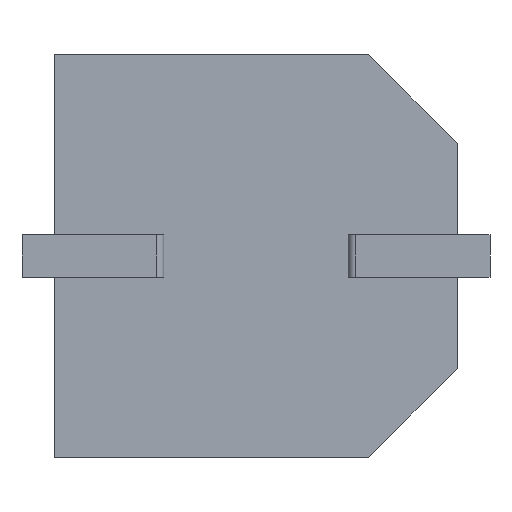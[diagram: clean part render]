
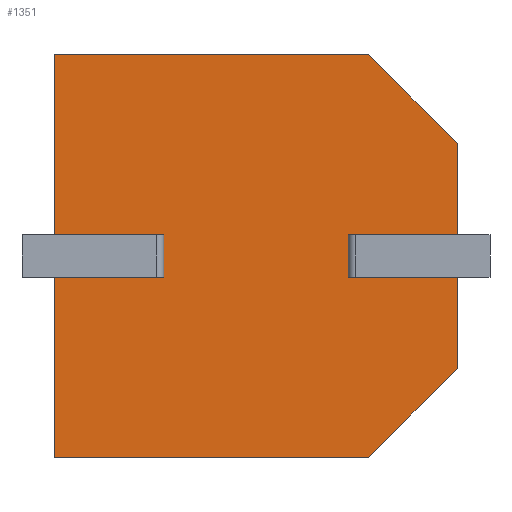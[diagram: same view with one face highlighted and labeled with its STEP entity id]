
A CAD part, front view. The second image highlights one B-rep face of the part: STEP entity #1351.
In plain terms, the highlighted planar face has unit normal (0, -1, 0).
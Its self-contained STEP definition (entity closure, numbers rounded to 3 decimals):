
#25 = CARTESIAN_POINT ( 'NONE',  ( 8.185, 0., -10.5 ) ) ;
#45 = VECTOR ( 'NONE', #1706, 1000. ) ;
#87 = VECTOR ( 'NONE', #2988, 1000. ) ;
#95 = VERTEX_POINT ( 'NONE', #25 ) ;
#112 = CARTESIAN_POINT ( 'NONE',  ( 2.85, 0., -5.8 ) ) ;
#177 = ORIENTED_EDGE ( 'NONE', *, *, #2530, .T. ) ;
#180 = VERTEX_POINT ( 'NONE', #1066 ) ;
#196 = ORIENTED_EDGE ( 'NONE', *, *, #1611, .T. ) ;
#210 = CARTESIAN_POINT ( 'NONE',  ( 10.5, 0., -2.315 ) ) ;
#246 = CARTESIAN_POINT ( 'NONE',  ( 10.5, 0., -4.7 ) ) ;
#288 = VERTEX_POINT ( 'NONE', #360 ) ;
#308 = CARTESIAN_POINT ( 'NONE',  ( 0., 0., 0. ) ) ;
#321 = DIRECTION ( 'NONE',  ( 0.707, 0., 0.707 ) ) ;
#360 = CARTESIAN_POINT ( 'NONE',  ( 0., 0., -4.7 ) ) ;
#401 = EDGE_CURVE ( 'NONE', #180, #1819, #3214, .T. ) ;
#458 = CARTESIAN_POINT ( 'NONE',  ( 0., 0., -10.5 ) ) ;
#475 = VECTOR ( 'NONE', #1439, 1000. ) ;
#481 = CARTESIAN_POINT ( 'NONE',  ( 10.5, 0., 0. ) ) ;
#492 = DIRECTION ( 'NONE',  ( 0., 0., -1. ) ) ;
#500 = CARTESIAN_POINT ( 'NONE',  ( 7.65, 0., -4.7 ) ) ;
#508 = CARTESIAN_POINT ( 'NONE',  ( 7.65, 0., -5.8 ) ) ;
#555 = CARTESIAN_POINT ( 'NONE',  ( 2.85, 0., -5.8 ) ) ;
#580 = EDGE_CURVE ( 'NONE', #1744, #95, #1108, .T. ) ;
#591 = FACE_OUTER_BOUND ( 'NONE', #1597, .T. ) ;
#683 = DIRECTION ( 'NONE',  ( 1., 0., 0. ) ) ;
#691 = DIRECTION ( 'NONE',  ( 0., 0., -1. ) ) ;
#701 = CARTESIAN_POINT ( 'NONE',  ( 7.65, 0., -5.8 ) ) ;
#816 = EDGE_CURVE ( 'NONE', #1221, #1915, #924, .T. ) ;
#844 = CARTESIAN_POINT ( 'NONE',  ( 2.85, 0., -4.7 ) ) ;
#857 = VERTEX_POINT ( 'NONE', #2812 ) ;
#864 = CARTESIAN_POINT ( 'NONE',  ( 0., 0., 0. ) ) ;
#876 = CARTESIAN_POINT ( 'NONE',  ( 0., 0., -5.8 ) ) ;
#882 = EDGE_CURVE ( 'NONE', #3153, #857, #2506, .T. ) ;
#889 = ORIENTED_EDGE ( 'NONE', *, *, #580, .T. ) ;
#891 = VECTOR ( 'NONE', #2691, 1000. ) ;
#914 = CARTESIAN_POINT ( 'NONE',  ( 0., 0., 0. ) ) ;
#923 = CARTESIAN_POINT ( 'NONE',  ( 8.185, 0., 0. ) ) ;
#924 = LINE ( 'NONE', #923, #2213 ) ;
#939 = VECTOR ( 'NONE', #2011, 1000. ) ;
#1028 = EDGE_CURVE ( 'NONE', #2678, #1915, #1331, .T. ) ;
#1059 = VECTOR ( 'NONE', #683, 1000. ) ;
#1066 = CARTESIAN_POINT ( 'NONE',  ( 7.65, 0., -5.8 ) ) ;
#1108 = LINE ( 'NONE', #1299, #3124 ) ;
#1202 = LINE ( 'NONE', #555, #87 ) ;
#1212 = CARTESIAN_POINT ( 'NONE',  ( 0., 0., 0. ) ) ;
#1215 = VERTEX_POINT ( 'NONE', #246 ) ;
#1221 = VERTEX_POINT ( 'NONE', #210 ) ;
#1299 = CARTESIAN_POINT ( 'NONE',  ( 0., 0., -10.5 ) ) ;
#1304 = DIRECTION ( 'NONE',  ( 0., 0., 1. ) ) ;
#1323 = EDGE_CURVE ( 'NONE', #1221, #1215, #1373, .T. ) ;
#1331 = LINE ( 'NONE', #3205, #2588 ) ;
#1340 = VERTEX_POINT ( 'NONE', #876 ) ;
#1351 = ADVANCED_FACE ( 'NONE', ( #591 ), #3109, .F. ) ;
#1371 = VECTOR ( 'NONE', #2387, 1000. ) ;
#1373 = LINE ( 'NONE', #481, #2705 ) ;
#1410 = VERTEX_POINT ( 'NONE', #2771 ) ;
#1419 = VERTEX_POINT ( 'NONE', #2796 ) ;
#1439 = DIRECTION ( 'NONE',  ( 0., 0., 1. ) ) ;
#1456 = DIRECTION ( 'NONE',  ( 0., 0., -1. ) ) ;
#1566 = ORIENTED_EDGE ( 'NONE', *, *, #3283, .F. ) ;
#1597 = EDGE_LOOP ( 'NONE', ( #2712, #3434, #2182, #2569, #1626, #1779, #177, #2131, #1667, #196, #2433, #889, #2982, #1566 ) ) ;
#1611 = EDGE_CURVE ( 'NONE', #3153, #1340, #1202, .T. ) ;
#1626 = ORIENTED_EDGE ( 'NONE', *, *, #816, .T. ) ;
#1667 = ORIENTED_EDGE ( 'NONE', *, *, #882, .F. ) ;
#1673 = CARTESIAN_POINT ( 'NONE',  ( 7.65, 0., -4.7 ) ) ;
#1685 = VECTOR ( 'NONE', #321, 1000. ) ;
#1706 = DIRECTION ( 'NONE',  ( 1., 0., 0. ) ) ;
#1736 = CARTESIAN_POINT ( 'NONE',  ( 10.5, 0., 0. ) ) ;
#1744 = VERTEX_POINT ( 'NONE', #458 ) ;
#1779 = ORIENTED_EDGE ( 'NONE', *, *, #1028, .F. ) ;
#1812 = LINE ( 'NONE', #844, #1371 ) ;
#1819 = VERTEX_POINT ( 'NONE', #500 ) ;
#1823 = DIRECTION ( 'NONE',  ( 1., 0., 0. ) ) ;
#1915 = VERTEX_POINT ( 'NONE', #3207 ) ;
#1942 = LINE ( 'NONE', #3032, #1685 ) ;
#2011 = DIRECTION ( 'NONE',  ( 0., 0., -1. ) ) ;
#2012 = LINE ( 'NONE', #1736, #939 ) ;
#2131 = ORIENTED_EDGE ( 'NONE', *, *, #2945, .F. ) ;
#2182 = ORIENTED_EDGE ( 'NONE', *, *, #3085, .T. ) ;
#2213 = VECTOR ( 'NONE', #2263, 1000. ) ;
#2263 = DIRECTION ( 'NONE',  ( -0.707, 0., 0.707 ) ) ;
#2387 = DIRECTION ( 'NONE',  ( -1., 0., 0. ) ) ;
#2417 = LINE ( 'NONE', #701, #1059 ) ;
#2433 = ORIENTED_EDGE ( 'NONE', *, *, #3420, .T. ) ;
#2459 = EDGE_CURVE ( 'NONE', #180, #1410, #2417, .T. ) ;
#2506 = LINE ( 'NONE', #112, #475 ) ;
#2511 = CARTESIAN_POINT ( 'NONE',  ( 2.85, 0., -5.8 ) ) ;
#2525 = VECTOR ( 'NONE', #691, 1000. ) ;
#2530 = EDGE_CURVE ( 'NONE', #2678, #288, #2630, .T. ) ;
#2569 = ORIENTED_EDGE ( 'NONE', *, *, #1323, .F. ) ;
#2588 = VECTOR ( 'NONE', #1823, 1000. ) ;
#2602 = EDGE_CURVE ( 'NONE', #95, #1419, #1942, .T. ) ;
#2630 = LINE ( 'NONE', #914, #2932 ) ;
#2678 = VERTEX_POINT ( 'NONE', #864 ) ;
#2691 = DIRECTION ( 'NONE',  ( 0., 0., 1. ) ) ;
#2705 = VECTOR ( 'NONE', #492, 1000. ) ;
#2712 = ORIENTED_EDGE ( 'NONE', *, *, #2459, .F. ) ;
#2771 = CARTESIAN_POINT ( 'NONE',  ( 10.5, 0., -5.8 ) ) ;
#2796 = CARTESIAN_POINT ( 'NONE',  ( 10.5, 0., -8.185 ) ) ;
#2812 = CARTESIAN_POINT ( 'NONE',  ( 2.85, 0., -4.7 ) ) ;
#2932 = VECTOR ( 'NONE', #1456, 1000. ) ;
#2945 = EDGE_CURVE ( 'NONE', #857, #288, #1812, .T. ) ;
#2957 = DIRECTION ( 'NONE',  ( 0., 1., 0. ) ) ;
#2981 = AXIS2_PLACEMENT_3D ( 'NONE', #308, #2957, #1304 ) ;
#2982 = ORIENTED_EDGE ( 'NONE', *, *, #2602, .T. ) ;
#2988 = DIRECTION ( 'NONE',  ( -1., 0., 0. ) ) ;
#3018 = DIRECTION ( 'NONE',  ( 1., 0., 0. ) ) ;
#3032 = CARTESIAN_POINT ( 'NONE',  ( 10.5, 0., -8.185 ) ) ;
#3085 = EDGE_CURVE ( 'NONE', #1819, #1215, #3359, .T. ) ;
#3109 = PLANE ( 'NONE',  #2981 ) ;
#3124 = VECTOR ( 'NONE', #3018, 1000. ) ;
#3153 = VERTEX_POINT ( 'NONE', #2511 ) ;
#3205 = CARTESIAN_POINT ( 'NONE',  ( 0., 0., 0. ) ) ;
#3207 = CARTESIAN_POINT ( 'NONE',  ( 8.185, 0., 0. ) ) ;
#3214 = LINE ( 'NONE', #508, #891 ) ;
#3266 = LINE ( 'NONE', #1212, #2525 ) ;
#3283 = EDGE_CURVE ( 'NONE', #1410, #1419, #2012, .T. ) ;
#3359 = LINE ( 'NONE', #1673, #45 ) ;
#3420 = EDGE_CURVE ( 'NONE', #1340, #1744, #3266, .T. ) ;
#3434 = ORIENTED_EDGE ( 'NONE', *, *, #401, .T. ) ;
